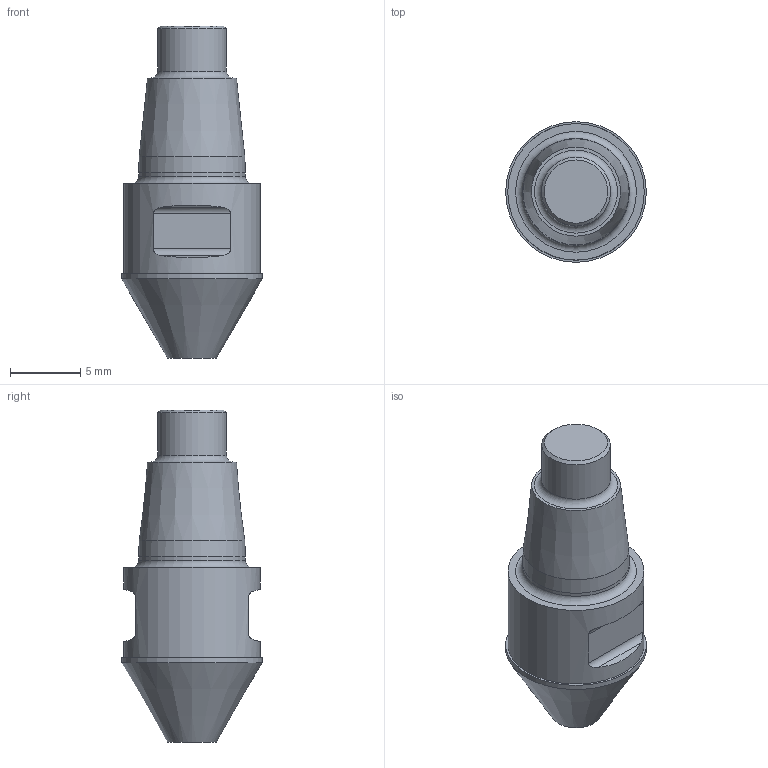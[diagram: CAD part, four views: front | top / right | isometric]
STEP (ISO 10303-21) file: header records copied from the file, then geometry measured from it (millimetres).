
FILE_DESCRIPTION(/* description */ (''),/* implementation_level */ '2;1');
FILE_NAME(/* name */ '1691736578405.stp',/* time_stamp */ '2023-08-11T08:49:48+02:00',/* author */ (''),/* organization */ ('SMS'),/* preprocessor_version */ 'ST-DEVELOPER v16.7',/* originating_system */ 'SIEMENS PLM Software NX 12.0',/* authorisation */ '');
FILE_SCHEMA (('AUTOMOTIVE_DESIGN { 1 0 10303 214 3 1 1 1 }'));
Length unit declared in the file: millimetre
Products named in the file (1): 204858372mod000_01
Bounding box: 10 x 10 x 23.6 mm (x, y, z)
Volume: 1065.7 mm3; surface area: 795.4 mm2
Topology: 2 solids, 2 shells, 27 faces, 54 edges, 45 vertices
Faces by surface type: plane 13, cylinder 8, cone 4, torus 2
Full cylindrical faces by diameter (mm): 4.9 x1, 7.592 x1, 9.7 x1, 10 x1
Entity records: 850 total; most frequent: CARTESIAN_POINT 239, DIRECTION 116, ORIENTED_EDGE 78, AXIS2_PLACEMENT_3D 50, EDGE_LOOP 42, EDGE_CURVE 39, VERTEX_POINT 31, FACE_BOUND 28
